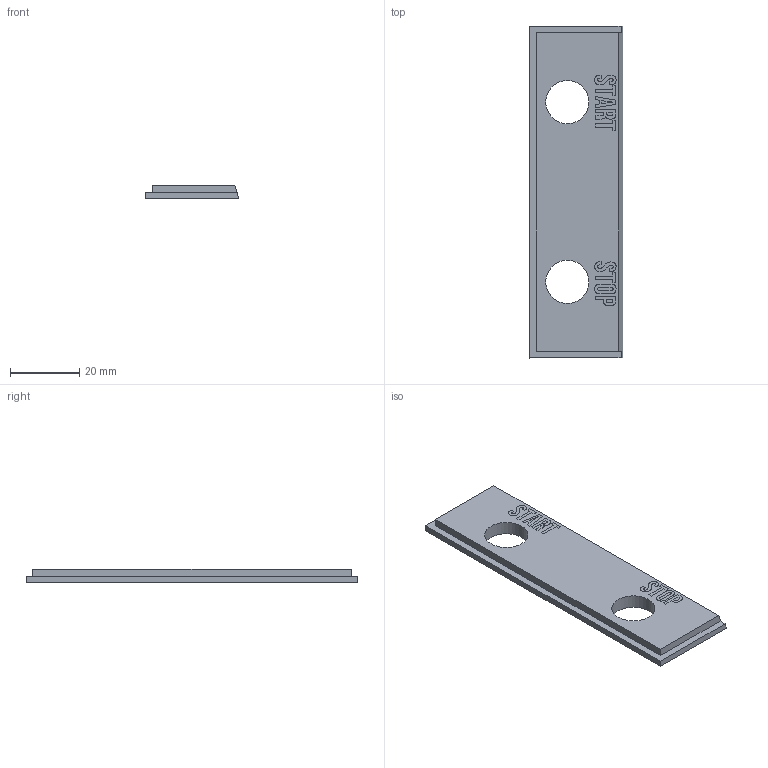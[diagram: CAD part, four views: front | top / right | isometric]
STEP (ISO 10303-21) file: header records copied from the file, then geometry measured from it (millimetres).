
FILE_DESCRIPTION(('FreeCAD Model'),'2;1');
FILE_NAME('Open CASCADE Shape Model','2024-02-07T21:22:15',(''),(''), 'Open CASCADE STEP processor 7.6','Ondsel','Unknown');
FILE_SCHEMA(('AUTOMOTIVE_DESIGN { 1 0 10303 214 1 1 1 1 }'));
Length unit declared in the file: millimetre
Products named in the file (3): Buttons_001; Start_001; Stop_001
Bounding box: 27 x 96 x 4 mm (x, y, z)
Volume: 8579.4 mm3; surface area: 6477.2 mm2
Topology: 3 solids, 3 shells, 367 faces, 1016 edges, 672 vertices
Faces by surface type: plane 207, extrusion 158, cylinder 2
Full cylindrical faces by diameter (mm): 12.5 x2
Entity records: 14370 total; most frequent: CARTESIAN_POINT 3028, ORIENTED_EDGE 2032, DIRECTION 1270, EDGE_CURVE 1016, VECTOR 842, LINE 684, VERTEX_POINT 672, B_SPLINE_CURVE_WITH_KNOTS 486
